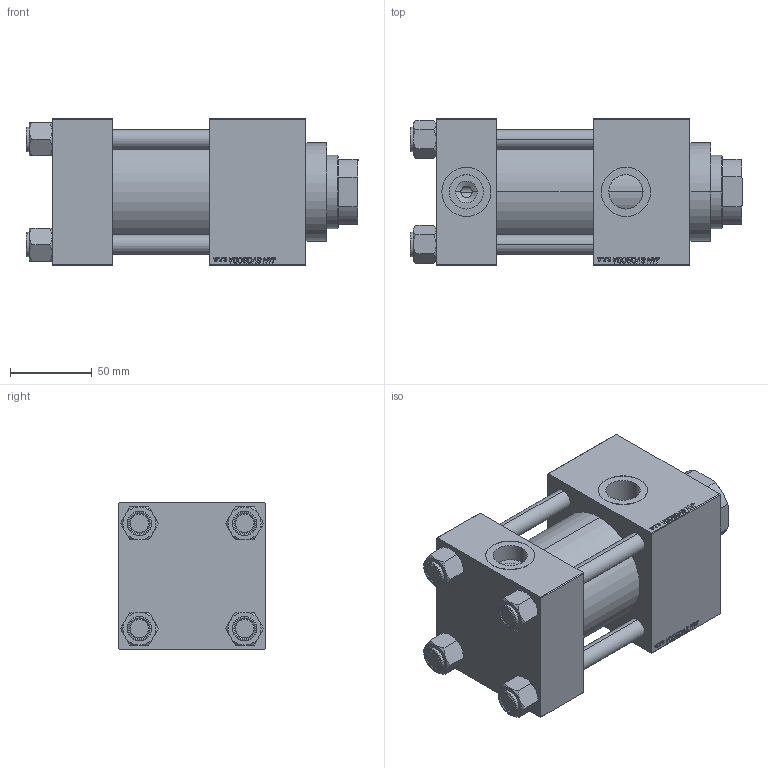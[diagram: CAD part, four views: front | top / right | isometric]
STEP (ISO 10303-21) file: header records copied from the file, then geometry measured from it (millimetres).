
FILE_DESCRIPTION (( 'STEP AP203' ), '1' );
FILE_NAME ('ea6d.STEP', '2023-09-24T20:46:15', ( '' ), ( '' ), 'SwSTEP 2.0', 'SolidWorks 2019', '' );
FILE_SCHEMA (( 'CONFIG_CONTROL_DESIGN' ));
Length unit declared in the file: millimetre
Products named in the file (6): ea6d; NUT_M5_V215CD_C 8aec37500414bfb0e5a7b75976021d64; V215CD_C_TYCINKA 8aec37500414bfb0e5a7b75976021d64; V215CD_Body_C 8aec37500414bfb0e5a7b75976021d64; V215CD_VC_C 8aec37500414bfb0e5a7b75976021d64; V215CD_VCP_C 8aec37500414bfb0e5a7b75976021d64
Assembly tree (11 placements, depth 2):
  ea6d
    V215CD_Body_C 8aec37500414bfb0e5a7b75976021d64
    V215CD_VC_C 8aec37500414bfb0e5a7b75976021d64
    V215CD_VCP_C 8aec37500414bfb0e5a7b75976021d64
    V215CD_C_TYCINKA 8aec37500414bfb0e5a7b75976021d64  x4
    NUT_M5_V215CD_C 8aec37500414bfb0e5a7b75976021d64  x4
Bounding box: 203 x 90 x 90 mm (x, y, z)
Volume: 954876.5 mm3; surface area: 181962.4 mm2
Topology: 11 solids, 11 shells, 1145 faces, 2864 edges, 1860 vertices
Faces by surface type: plane 525, bspline 392, cone 136, cylinder 84, torus 8
Entity records: 50155 total; most frequent: CARTESIAN_POINT 27110, ORIENTED_EDGE 5234, DIRECTION 3285, EDGE_CURVE 2617, VERTEX_POINT 1719, LINE 1589, VECTOR 1589, EDGE_LOOP 1152
